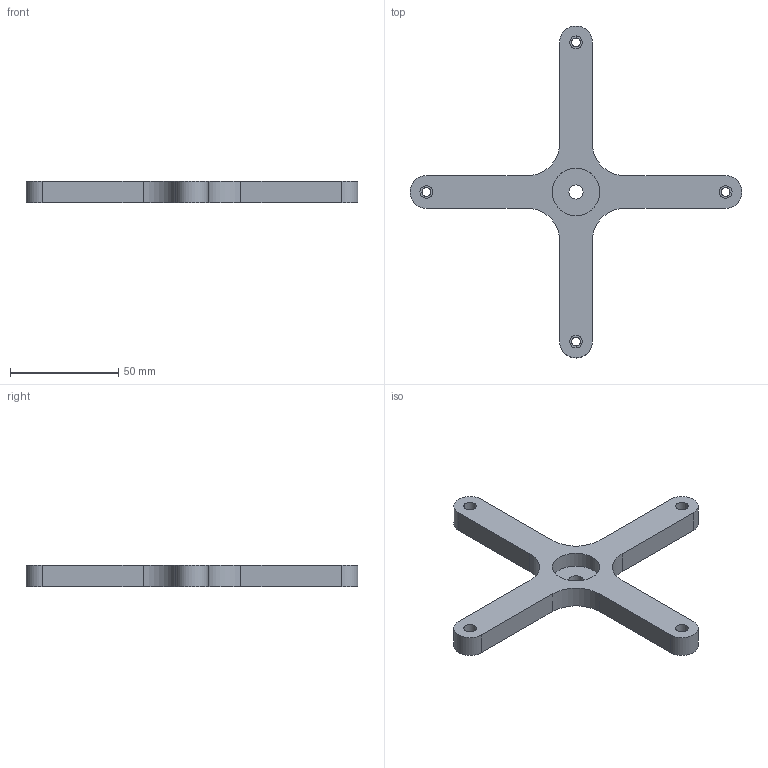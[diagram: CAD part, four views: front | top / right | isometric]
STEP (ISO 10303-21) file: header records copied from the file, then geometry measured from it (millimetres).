
FILE_DESCRIPTION(('FreeCAD Model'),'2;1');
FILE_NAME('Open CASCADE Shape Model','2025-10-01T12:01:26',(''),(''), 'Open CASCADE STEP processor 7.8','FreeCAD','Unknown');
FILE_SCHEMA(('AUTOMOTIVE_DESIGN { 1 0 10303 214 1 1 1 1 }'));
Length unit declared in the file: millimetre
Products named in the file (2): Part003; Body005
Assembly tree (1 placements, depth 2):
  Part003
    Body005
Bounding box: 153 x 153 x 10 mm (x, y, z)
Volume: 40954.4 mm3; surface area: 15569.9 mm2
Topology: 1 solids, 1 shells, 33 faces, 78 edges, 52 vertices
Faces by surface type: cylinder 18, plane 15
Full cylindrical faces by diameter (mm): 4 x4, 5.8 x4, 6.5 x1, 21.9 x1
Entity records: 1028 total; most frequent: DIRECTION 184, CARTESIAN_POINT 165, ORIENTED_EDGE 156, EDGE_CURVE 78, AXIS2_PLACEMENT_3D 71, VERTEX_POINT 52, FACE_BOUND 48, EDGE_LOOP 48
